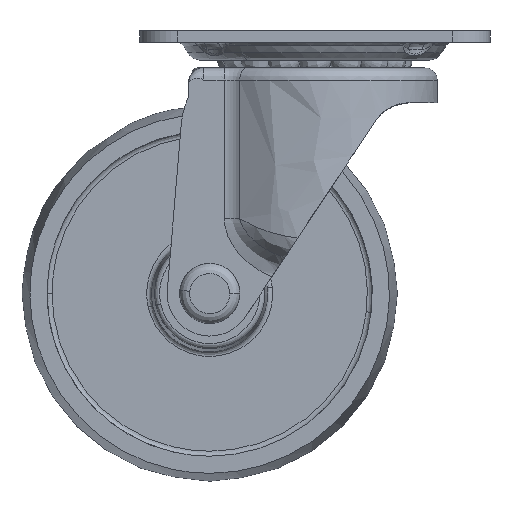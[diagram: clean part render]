
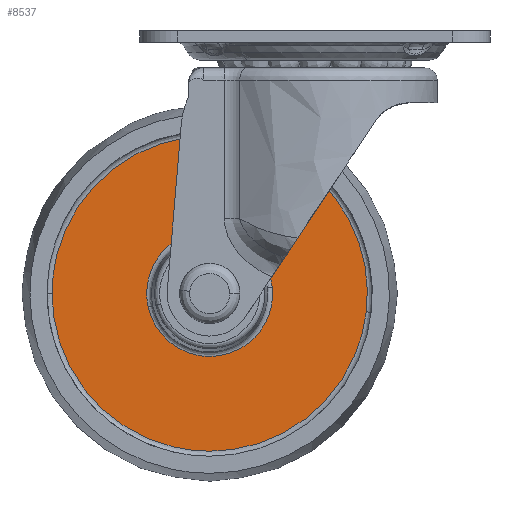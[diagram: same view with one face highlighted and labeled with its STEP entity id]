
A CAD part, front view. The second image highlights one B-rep face of the part: STEP entity #8537.
In plain terms, the highlighted free-form (B-spline) face has degree [1, 1] with [2, 2] control points.
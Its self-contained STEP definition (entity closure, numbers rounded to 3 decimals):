
#7804=CARTESIAN_POINT('',(-31.5,-7.5,0.));
#7805=VERTEX_POINT('',#7804);
#7819=CARTESIAN_POINT('',(0.0,-7.5,31.5));
#7820=VERTEX_POINT('',#7819);
#7821=CARTESIAN_POINT('',(0.0,-7.5,31.5));
#7822=CARTESIAN_POINT('',(-31.5,-7.5,31.5));
#7823=CARTESIAN_POINT('',(-31.5,-7.5,0.));
#7831=(BOUNDED_CURVE()B_SPLINE_CURVE(2,(#7821,#7822,#7823),.UNSPECIFIED.,.F.,.U.)B_SPLINE_CURVE_WITH_KNOTS((3,3),(0.5,0.75),.UNSPECIFIED.)CURVE()GEOMETRIC_REPRESENTATION_ITEM()RATIONAL_B_SPLINE_CURVE((1.0,0.707,1.))REPRESENTATION_ITEM(''));
#7832=EDGE_CURVE('',#7820,#7805,#7831,.T.);
#7834=CARTESIAN_POINT('',(31.289,-7.5,-3.637));
#7835=VERTEX_POINT('',#7834);
#7836=CARTESIAN_POINT('',(31.289,-7.5,-3.637));
#7837=CARTESIAN_POINT('',(31.5,-7.5,-1.825));
#7838=CARTESIAN_POINT('',(31.5,-7.5,0.));
#7839=CARTESIAN_POINT('',(31.5,-7.5,31.5));
#7840=CARTESIAN_POINT('',(0.0,-7.5,31.5));
#7848=(BOUNDED_CURVE()B_SPLINE_CURVE(2,(#7836,#7837,#7838,#7839,#7840),.UNSPECIFIED.,.F.,.U.)B_SPLINE_CURVE_WITH_KNOTS((3,2,3),(0.23,0.25,0.5),.UNSPECIFIED.)CURVE()GEOMETRIC_REPRESENTATION_ITEM()RATIONAL_B_SPLINE_CURVE((0.957,0.977,1.0,0.707,1.0))REPRESENTATION_ITEM(''));
#7849=EDGE_CURVE('',#7835,#7820,#7848,.T.);
#7893=CARTESIAN_POINT('',(0.0,-7.5,-31.5));
#7894=VERTEX_POINT('',#7893);
#7895=CARTESIAN_POINT('',(0.0,-7.5,-31.5));
#7896=CARTESIAN_POINT('',(28.05,-7.5,-31.5));
#7897=CARTESIAN_POINT('',(31.289,-7.5,-3.637));
#7905=(BOUNDED_CURVE()B_SPLINE_CURVE(2,(#7895,#7896,#7897),.UNSPECIFIED.,.F.,.U.)B_SPLINE_CURVE_WITH_KNOTS((3,3),(0.0,0.23),.UNSPECIFIED.)CURVE()GEOMETRIC_REPRESENTATION_ITEM()RATIONAL_B_SPLINE_CURVE((1.0,0.731,0.957))REPRESENTATION_ITEM(''));
#7906=EDGE_CURVE('',#7894,#7835,#7905,.T.);
#7908=CARTESIAN_POINT('',(-31.5,-7.5,0.));
#7909=CARTESIAN_POINT('',(-31.5,-7.5,-31.5));
#7910=CARTESIAN_POINT('',(0.0,-7.5,-31.5));
#7918=(BOUNDED_CURVE()B_SPLINE_CURVE(2,(#7908,#7909,#7910),.UNSPECIFIED.,.F.,.U.)B_SPLINE_CURVE_WITH_KNOTS((3,3),(0.75,1.0),.UNSPECIFIED.)CURVE()GEOMETRIC_REPRESENTATION_ITEM()RATIONAL_B_SPLINE_CURVE((1.0,0.707,1.0))REPRESENTATION_ITEM(''));
#7919=EDGE_CURVE('',#7805,#7894,#7918,.T.);
#7949=CARTESIAN_POINT('',(-12.282,-7.5,-2.698));
#7950=VERTEX_POINT('',#7949);
#7951=CARTESIAN_POINT('',(0.0,-7.5,-12.574));
#7952=VERTEX_POINT('',#7951);
#7953=CARTESIAN_POINT('',(-12.282,-7.5,-2.698));
#7954=CARTESIAN_POINT('',(-10.112,-7.5,-12.574));
#7955=CARTESIAN_POINT('',(0.0,-7.5,-12.574));
#7963=(BOUNDED_CURVE()B_SPLINE_CURVE(2,(#7953,#7954,#7955),.UNSPECIFIED.,.F.,.U.)B_SPLINE_CURVE_WITH_KNOTS((3,3),(0.787,1.0),.UNSPECIFIED.)CURVE()GEOMETRIC_REPRESENTATION_ITEM()RATIONAL_B_SPLINE_CURVE((0.927,0.75,1.0))REPRESENTATION_ITEM(''));
#7964=EDGE_CURVE('',#7950,#7952,#7963,.T.);
#7966=CARTESIAN_POINT('',(12.511,-7.5,1.262));
#7967=VERTEX_POINT('',#7966);
#7968=CARTESIAN_POINT('',(0.0,-7.5,-12.574));
#7969=CARTESIAN_POINT('',(12.574,-7.5,-12.574));
#7970=CARTESIAN_POINT('',(12.574,-7.5,0.));
#7971=CARTESIAN_POINT('',(12.574,-7.5,0.633));
#7972=CARTESIAN_POINT('',(12.511,-7.5,1.262));
#7980=(BOUNDED_CURVE()B_SPLINE_CURVE(2,(#7968,#7969,#7970,#7971,#7972),.UNSPECIFIED.,.F.,.U.)B_SPLINE_CURVE_WITH_KNOTS((3,2,3),(0.0,0.25,0.267),.UNSPECIFIED.)CURVE()GEOMETRIC_REPRESENTATION_ITEM()RATIONAL_B_SPLINE_CURVE((1.0,0.707,1.0,0.98,0.962))REPRESENTATION_ITEM(''));
#7981=EDGE_CURVE('',#7952,#7967,#7980,.T.);
#8044=CARTESIAN_POINT('',(0.0,-7.5,12.574));
#8045=VERTEX_POINT('',#8044);
#8046=CARTESIAN_POINT('',(0.0,-7.5,12.574));
#8047=CARTESIAN_POINT('',(-12.574,-7.5,12.574));
#8048=CARTESIAN_POINT('',(-12.574,-7.5,0.));
#8049=CARTESIAN_POINT('',(-12.574,-7.5,-1.365));
#8050=CARTESIAN_POINT('',(-12.282,-7.5,-2.698));
#8058=(BOUNDED_CURVE()B_SPLINE_CURVE(2,(#8046,#8047,#8048,#8049,#8050),.UNSPECIFIED.,.F.,.U.)B_SPLINE_CURVE_WITH_KNOTS((3,2,3),(0.5,0.75,0.787),.UNSPECIFIED.)CURVE()GEOMETRIC_REPRESENTATION_ITEM()RATIONAL_B_SPLINE_CURVE((1.0,0.707,1.0,0.957,0.927))REPRESENTATION_ITEM(''));
#8059=EDGE_CURVE('',#8045,#7950,#8058,.T.);
#8066=CARTESIAN_POINT('',(12.511,-7.5,1.262));
#8067=CARTESIAN_POINT('',(11.37,-7.5,12.574));
#8068=CARTESIAN_POINT('',(0.0,-7.5,12.574));
#8076=(BOUNDED_CURVE()B_SPLINE_CURVE(2,(#8066,#8067,#8068),.UNSPECIFIED.,.F.,.U.)B_SPLINE_CURVE_WITH_KNOTS((3,3),(0.267,0.5),.UNSPECIFIED.)CURVE()GEOMETRIC_REPRESENTATION_ITEM()RATIONAL_B_SPLINE_CURVE((0.962,0.728,1.0))REPRESENTATION_ITEM(''));
#8077=EDGE_CURVE('',#7967,#8045,#8076,.T.);
#8520=CARTESIAN_POINT('',(-34.647,-7.5,34.647));
#8521=CARTESIAN_POINT('',(-34.647,-7.5,-34.647));
#8522=CARTESIAN_POINT('',(34.647,-7.5,34.647));
#8523=CARTESIAN_POINT('',(34.647,-7.5,-34.647));
#8524=B_SPLINE_SURFACE_WITH_KNOTS('',1,1,((#8520,#8522),(#8521,#8523)),.UNSPECIFIED.,.F.,.F.,.U.,(2,2),(2,2),(0.0,69.294),(0.0,69.294),.UNSPECIFIED.);
#8525=ORIENTED_EDGE('',*,*,#7906,.T.);
#8526=ORIENTED_EDGE('',*,*,#7849,.T.);
#8527=ORIENTED_EDGE('',*,*,#7832,.T.);
#8528=ORIENTED_EDGE('',*,*,#7919,.T.);
#8529=EDGE_LOOP('',(#8525,#8526,#8527,#8528));
#8530=FACE_OUTER_BOUND('',#8529,.T.);
#8531=ORIENTED_EDGE('',*,*,#7981,.F.);
#8532=ORIENTED_EDGE('',*,*,#7964,.F.);
#8533=ORIENTED_EDGE('',*,*,#8059,.F.);
#8534=ORIENTED_EDGE('',*,*,#8077,.F.);
#8535=EDGE_LOOP('',(#8531,#8532,#8533,#8534));
#8536=FACE_BOUND('',#8535,.T.);
#8537=ADVANCED_FACE('',(#8530,#8536),#8524,.T.);
